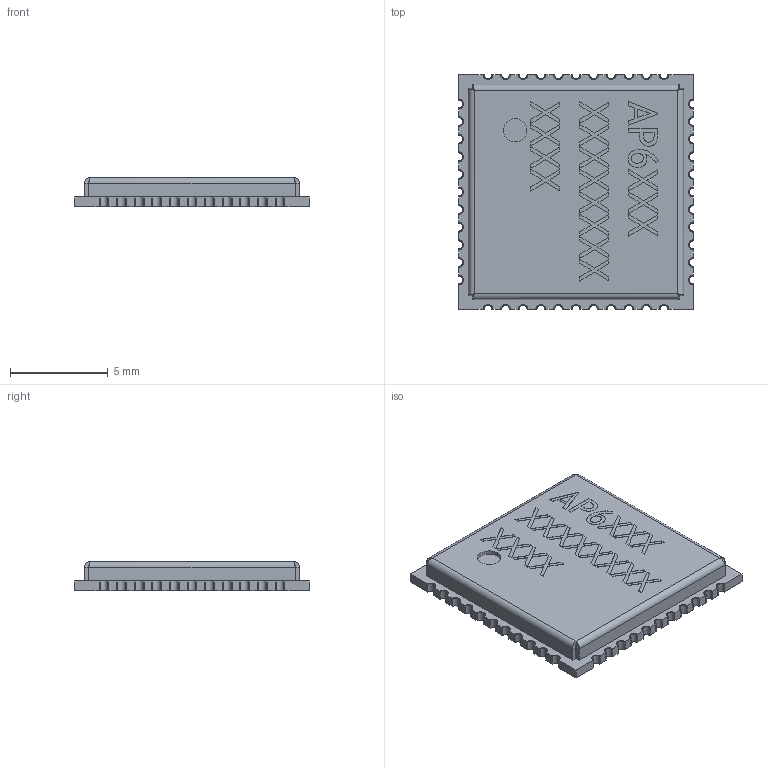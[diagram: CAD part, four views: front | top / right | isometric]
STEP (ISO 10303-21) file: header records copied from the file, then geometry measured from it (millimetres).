
FILE_DESCRIPTION(('FreeCAD Model'),'2;1');
FILE_NAME('Open CASCADE Shape Model','2024-09-25T18:22:20',(''),(''), 'Open CASCADE STEP processor 7.6','FreeCAD','Unknown');
FILE_SCHEMA(('AUTOMOTIVE_DESIGN { 1 0 10303 214 1 1 1 1 }'));
Length unit declared in the file: millimetre
Products named in the file (50): 185E063B-3784-4F4D-A59C-63DD5B6CB1043; 185E063B-3784-4F4D-A59C-63DD5B6CB974; 185E063B-3784-4F4D-A59C-63DD5B6CB975; 185E063B-3784-4F4D-A59C-63DD5B6CB976; 185E063B-3784-4F4D-A59C-63DD5B6CB977; 185E063B-3784-4F4D-A59C-63DD5B6CB978; 185E063B-3784-4F4D-A59C-63DD5B6CB979; 185E063B-3784-4F4D-A59C-63DD5B6CB980; 185E063B-3784-4F4D-A59C-63DD5B6CB981; 185E063B-3784-4F4D-A59C-63DD5B6CB982; 185E063B-3784-4F4D-A59C-63DD5B6CB983; 185E063B-3784-4F4D-A59C-63DD5B6CB984; 185E063B-3784-4F4D-A59C-63DD5B6CB985; 185E063B-3784-4F4D-A59C-63DD5B6CB986; 185E063B-3784-4F4D-A59C-63DD5B6CB987; 185E063B-3784-4F4D-A59C-63DD5B6CB988; 185E063B-3784-4F4D-A59C-63DD5B6CB989; 185E063B-3784-4F4D-A59C-63DD5B6CB990; 185E063B-3784-4F4D-A59C-63DD5B6CB991; 185E063B-3784-4F4D-A59C-63DD5B6CB992; 185E063B-3784-4F4D-A59C-63DD5B6CB993; 185E063B-3784-4F4D-A59C-63DD5B6CB994; 185E063B-3784-4F4D-A59C-63DD5B6CB995; 185E063B-3784-4F4D-A59C-63DD5B6CB996; 185E063B-3784-4F4D-A59C-63DD5B6CB997; 185E063B-3784-4F4D-A59C-63DD5B6CB998; 185E063B-3784-4F4D-A59C-63DD5B6CB999; 185E063B-3784-4F4D-A59C-63DD5B6CB1000; 185E063B-3784-4F4D-A59C-63DD5B6CB1001; 185E063B-3784-4F4D-A59C-63DD5B6CB1002; 185E063B-3784-4F4D-A59C-63DD5B6CB1003; 185E063B-3784-4F4D-A59C-63DD5B6CB1004; 185E063B-3784-4F4D-A59C-63DD5B6CB1005; 185E063B-3784-4F4D-A59C-63DD5B6CB1006; 185E063B-3784-4F4D-A59C-63DD5B6CB1007; 185E063B-3784-4F4D-A59C-63DD5B6CB1008; 185E063B-3784-4F4D-A59C-63DD5B6CB1009; 185E063B-3784-4F4D-A59C-63DD5B6CB1010; 185E063B-3784-4F4D-A59C-63DD5B6CB1011; 185E063B-3784-4F4D-A59C-63DD5B6CB1012 ...
Assembly tree (49 placements, depth 2):
  185E063B-3784-4F4D-A59C-63DD5B6CB1043
    185E063B-3784-4F4D-A59C-63DD5B6CB974
    185E063B-3784-4F4D-A59C-63DD5B6CB975
    185E063B-3784-4F4D-A59C-63DD5B6CB976
    185E063B-3784-4F4D-A59C-63DD5B6CB977
    185E063B-3784-4F4D-A59C-63DD5B6CB978
    185E063B-3784-4F4D-A59C-63DD5B6CB979
    185E063B-3784-4F4D-A59C-63DD5B6CB980
    185E063B-3784-4F4D-A59C-63DD5B6CB981
    185E063B-3784-4F4D-A59C-63DD5B6CB982
    185E063B-3784-4F4D-A59C-63DD5B6CB983
    185E063B-3784-4F4D-A59C-63DD5B6CB984
    185E063B-3784-4F4D-A59C-63DD5B6CB985
    185E063B-3784-4F4D-A59C-63DD5B6CB986
    185E063B-3784-4F4D-A59C-63DD5B6CB987
    185E063B-3784-4F4D-A59C-63DD5B6CB988
    185E063B-3784-4F4D-A59C-63DD5B6CB989
    185E063B-3784-4F4D-A59C-63DD5B6CB990
    185E063B-3784-4F4D-A59C-63DD5B6CB991
    185E063B-3784-4F4D-A59C-63DD5B6CB992
    185E063B-3784-4F4D-A59C-63DD5B6CB993
    185E063B-3784-4F4D-A59C-63DD5B6CB994
    185E063B-3784-4F4D-A59C-63DD5B6CB995
    185E063B-3784-4F4D-A59C-63DD5B6CB996
    185E063B-3784-4F4D-A59C-63DD5B6CB997
    185E063B-3784-4F4D-A59C-63DD5B6CB998
    185E063B-3784-4F4D-A59C-63DD5B6CB999
    185E063B-3784-4F4D-A59C-63DD5B6CB1000
    185E063B-3784-4F4D-A59C-63DD5B6CB1001
    185E063B-3784-4F4D-A59C-63DD5B6CB1002
    185E063B-3784-4F4D-A59C-63DD5B6CB1003
    185E063B-3784-4F4D-A59C-63DD5B6CB1004
    185E063B-3784-4F4D-A59C-63DD5B6CB1005
    185E063B-3784-4F4D-A59C-63DD5B6CB1006
    185E063B-3784-4F4D-A59C-63DD5B6CB1007
    185E063B-3784-4F4D-A59C-63DD5B6CB1008
    185E063B-3784-4F4D-A59C-63DD5B6CB1009
    185E063B-3784-4F4D-A59C-63DD5B6CB1010
    185E063B-3784-4F4D-A59C-63DD5B6CB1011
    185E063B-3784-4F4D-A59C-63DD5B6CB1012
    185E063B-3784-4F4D-A59C-63DD5B6CB1013
    185E063B-3784-4F4D-A59C-63DD5B6CB1014
    185E063B-3784-4F4D-A59C-63DD5B6CB1015
    185E063B-3784-4F4D-A59C-63DD5B6CB1016
    185E063B-3784-4F4D-A59C-63DD5B6CB1017
    185E063B-3784-4F4D-A59C-63DD5B6CB1018
    185E063B-3784-4F4D-A59C-63DD5B6CB1025
    Extrude003
    Extrude004
    Extrude005
Bounding box: 12 x 12 x 1.51 mm (x, y, z)
Volume: 100.2 mm3; surface area: 676.9 mm2
Topology: 64 solids, 64 shells, 884 faces, 2136 edges, 1384 vertices
Faces by surface type: plane 669, cylinder 183, extrusion 24, bspline 8
Entity records: 28850 total; most frequent: CARTESIAN_POINT 4942, ORIENTED_EDGE 4272, DIRECTION 4250, EDGE_CURVE 2136, VECTOR 1746, LINE 1722, VERTEX_POINT 1384, AXIS2_PLACEMENT_3D 1252
